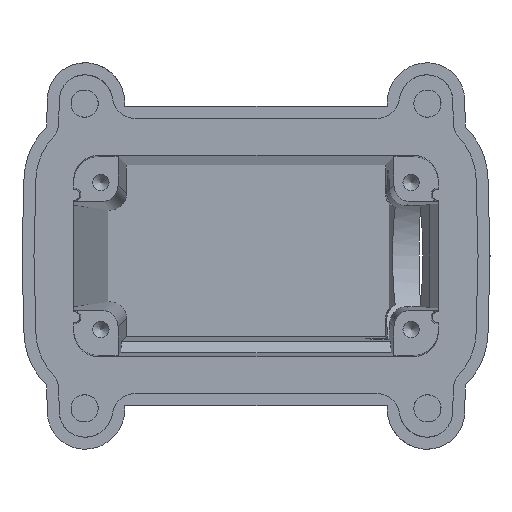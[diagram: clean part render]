
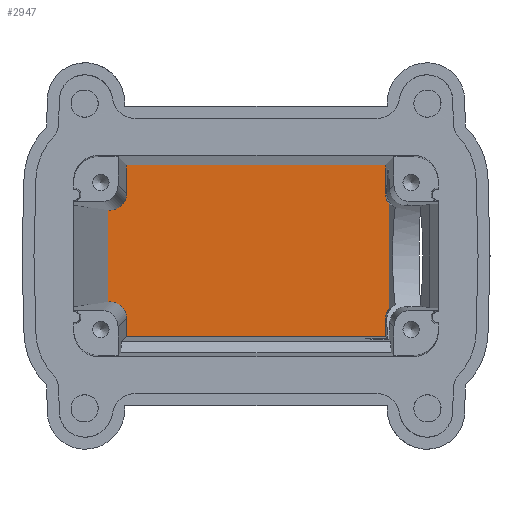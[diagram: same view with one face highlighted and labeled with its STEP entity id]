
A CAD part, front view. The second image highlights one B-rep face of the part: STEP entity #2947.
In plain terms, the highlighted planar face has unit normal (0, -1, 0).
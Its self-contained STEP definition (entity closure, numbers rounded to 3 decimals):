
#2353=B_SPLINE_CURVE_WITH_KNOTS('',3,(#13337,#13338,#13339,#13340,#13341,
#13342),.UNSPECIFIED.,.F.,.F.,(4,2,4),(0.,0.5,1.),.UNSPECIFIED.);
#2452=B_SPLINE_CURVE_WITH_KNOTS('',3,(#16341,#16342,#16343,#16344,#16345,
#16346),.UNSPECIFIED.,.F.,.F.,(4,2,4),(0.,0.5,1.),.UNSPECIFIED.);
#2453=B_SPLINE_CURVE_WITH_KNOTS('',3,(#16352,#16353,#16354,#16355),
 .UNSPECIFIED.,.F.,.F.,(4,4),(0.,1.),.UNSPECIFIED.);
#2454=B_SPLINE_CURVE_WITH_KNOTS('',3,(#16359,#16360,#16361,#16362),
 .UNSPECIFIED.,.F.,.F.,(4,4),(0.,1.),.UNSPECIFIED.);
#2947=ADVANCED_FACE('',(#3588),#3244,.F.);
#3244=PLANE('',#10288);
#3588=FACE_OUTER_BOUND('',#4040,.T.);
#4040=EDGE_LOOP('',(#5793,#5794,#5795,#5796,#5797,#5798,#5799,#5800,#5801,
#5802,#5803,#5804,#5805,#5806));
#5793=ORIENTED_EDGE('',*,*,#7252,.T.);
#5794=ORIENTED_EDGE('',*,*,#7256,.F.);
#5795=ORIENTED_EDGE('',*,*,#7257,.F.);
#5796=ORIENTED_EDGE('',*,*,#7261,.F.);
#5797=ORIENTED_EDGE('',*,*,#7265,.F.);
#5798=ORIENTED_EDGE('',*,*,#7876,.F.);
#5799=ORIENTED_EDGE('',*,*,#7877,.F.);
#5800=ORIENTED_EDGE('',*,*,#7878,.F.);
#5801=ORIENTED_EDGE('',*,*,#7879,.F.);
#5802=ORIENTED_EDGE('',*,*,#7880,.F.);
#5803=ORIENTED_EDGE('',*,*,#7881,.F.);
#5804=ORIENTED_EDGE('',*,*,#7302,.F.);
#5805=ORIENTED_EDGE('',*,*,#7290,.F.);
#5806=ORIENTED_EDGE('',*,*,#7875,.F.);
#6466=VERTEX_POINT('',#13319);
#6467=VERTEX_POINT('',#13321);
#6469=VERTEX_POINT('',#13327);
#6470=VERTEX_POINT('',#13331);
#6471=VERTEX_POINT('',#13336);
#6474=VERTEX_POINT('',#13349);
#6495=VERTEX_POINT('',#13438);
#6496=VERTEX_POINT('',#13439);
#6505=VERTEX_POINT('',#13491);
#6881=VERTEX_POINT('',#16349);
#6882=VERTEX_POINT('',#16351);
#6883=VERTEX_POINT('',#16356);
#6884=VERTEX_POINT('',#16358);
#6885=VERTEX_POINT('',#16363);
#7252=EDGE_CURVE('',#6467,#6466,#8287,.T.);
#7256=EDGE_CURVE('',#6469,#6466,#8291,.T.);
#7257=EDGE_CURVE('',#6470,#6469,#8292,.T.);
#7261=EDGE_CURVE('',#6471,#6470,#2353,.T.);
#7265=EDGE_CURVE('',#6474,#6471,#8299,.T.);
#7290=EDGE_CURVE('',#6495,#6496,#8317,.T.);
#7302=EDGE_CURVE('',#6496,#6505,#8326,.T.);
#7875=EDGE_CURVE('',#6467,#6495,#2452,.T.);
#7876=EDGE_CURVE('',#6881,#6474,#8674,.T.);
#7877=EDGE_CURVE('',#6882,#6881,#8675,.T.);
#7878=EDGE_CURVE('',#6883,#6882,#2453,.T.);
#7879=EDGE_CURVE('',#6884,#6883,#8676,.T.);
#7880=EDGE_CURVE('',#6885,#6884,#2454,.T.);
#7881=EDGE_CURVE('',#6505,#6885,#8677,.T.);
#8287=LINE('',#13320,#9016);
#8291=LINE('',#13328,#9020);
#8292=LINE('',#13330,#9021);
#8299=LINE('',#13350,#9028);
#8317=LINE('',#13437,#9046);
#8326=LINE('',#13490,#9055);
#8674=LINE('',#16348,#9403);
#8675=LINE('',#16350,#9404);
#8676=LINE('',#16357,#9405);
#8677=LINE('',#16364,#9406);
#9016=VECTOR('',#10867,1.);
#9020=VECTOR('',#10873,1.);
#9021=VECTOR('',#10876,1.);
#9028=VECTOR('',#10887,1.);
#9046=VECTOR('',#10929,1.);
#9055=VECTOR('',#10944,1.);
#9403=VECTOR('',#11928,1.);
#9404=VECTOR('',#11929,1.);
#9405=VECTOR('',#11930,1.);
#9406=VECTOR('',#11931,1.);
#10288=AXIS2_PLACEMENT_3D('',#16365,#11932,#11933);
#10867=DIRECTION('',(-1.,0.,0.));
#10873=DIRECTION('',(0.,0.,1.));
#10876=DIRECTION('',(-1.,0.,0.));
#10887=DIRECTION('',(0.,0.,1.));
#10929=DIRECTION('',(0.,0.,1.));
#10944=DIRECTION('',(1.,0.,0.));
#11928=DIRECTION('',(-1.,0.,0.));
#11929=DIRECTION('',(0.,0.,-1.));
#11930=DIRECTION('',(0.,0.,-1.));
#11931=DIRECTION('',(0.,0.,-1.));
#11932=DIRECTION('',(0.,1.,0.));
#11933=DIRECTION('',(0.,0.,-1.));
#13319=CARTESIAN_POINT('',(-27.2,59.3,8.447));
#13320=CARTESIAN_POINT('',(-26.796,59.3,8.447));
#13321=CARTESIAN_POINT('',(-26.796,59.3,8.447));
#13327=CARTESIAN_POINT('',(-27.2,59.3,-8.447));
#13328=CARTESIAN_POINT('',(-27.2,59.3,-8.447));
#13330=CARTESIAN_POINT('',(-26.796,59.3,-8.447));
#13331=CARTESIAN_POINT('',(-26.796,59.3,-8.447));
#13336=CARTESIAN_POINT('',(-23.797,59.3,-11.446));
#13337=CARTESIAN_POINT('',(-23.797,59.3,-11.446));
#13338=CARTESIAN_POINT('',(-23.797,59.3,-10.618));
#13339=CARTESIAN_POINT('',(-24.151,59.3,-9.85));
#13340=CARTESIAN_POINT('',(-25.2,59.3,-8.801));
#13341=CARTESIAN_POINT('',(-25.968,59.3,-8.447));
#13342=CARTESIAN_POINT('',(-26.796,59.3,-8.447));
#13349=CARTESIAN_POINT('',(-23.797,59.3,-14.785));
#13350=CARTESIAN_POINT('',(-23.797,59.3,-14.785));
#13437=CARTESIAN_POINT('',(-23.797,59.3,11.446));
#13438=CARTESIAN_POINT('',(-23.797,59.3,11.446));
#13439=CARTESIAN_POINT('',(-23.797,59.3,16.732));
#13490=CARTESIAN_POINT('',(-23.797,59.3,16.732));
#13491=CARTESIAN_POINT('',(23.797,59.3,16.732));
#16341=CARTESIAN_POINT('',(-26.796,59.3,8.447));
#16342=CARTESIAN_POINT('',(-25.968,59.3,8.447));
#16343=CARTESIAN_POINT('',(-25.2,59.3,8.801));
#16344=CARTESIAN_POINT('',(-24.151,59.3,9.85));
#16345=CARTESIAN_POINT('',(-23.797,59.3,10.618));
#16346=CARTESIAN_POINT('',(-23.797,59.3,11.446));
#16348=CARTESIAN_POINT('',(23.797,59.3,-14.785));
#16349=CARTESIAN_POINT('',(23.797,59.3,-14.785));
#16350=CARTESIAN_POINT('',(23.797,59.3,-11.446));
#16351=CARTESIAN_POINT('',(23.797,59.3,-11.446));
#16352=CARTESIAN_POINT('',(24.458,59.3,-9.568));
#16353=CARTESIAN_POINT('',(24.057,59.3,-10.067));
#16354=CARTESIAN_POINT('',(23.797,59.3,-10.733));
#16355=CARTESIAN_POINT('',(23.797,59.3,-11.446));
#16356=CARTESIAN_POINT('',(24.458,59.3,-9.568));
#16357=CARTESIAN_POINT('',(24.458,59.3,9.568));
#16358=CARTESIAN_POINT('',(24.458,59.3,9.568));
#16359=CARTESIAN_POINT('',(23.797,59.3,11.446));
#16360=CARTESIAN_POINT('',(23.797,59.3,10.733));
#16361=CARTESIAN_POINT('',(24.057,59.3,10.067));
#16362=CARTESIAN_POINT('',(24.458,59.3,9.568));
#16363=CARTESIAN_POINT('',(23.797,59.3,11.446));
#16364=CARTESIAN_POINT('',(23.797,59.3,16.732));
#16365=CARTESIAN_POINT('',(33.6,59.3,20.1));
